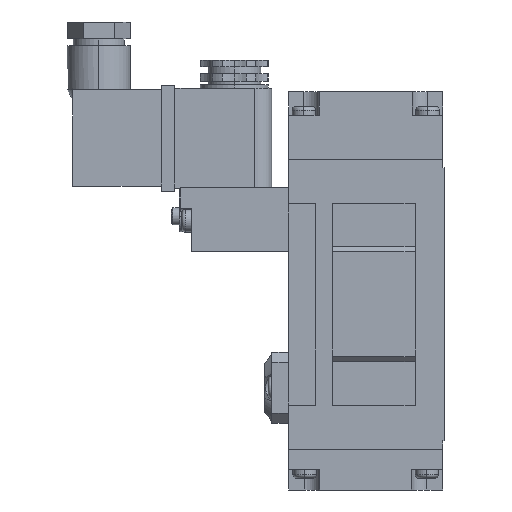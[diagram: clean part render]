
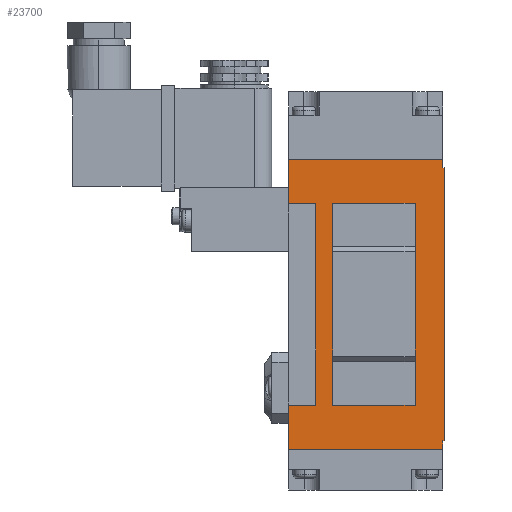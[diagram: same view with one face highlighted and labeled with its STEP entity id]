
A CAD part, left-side view. The second image highlights one B-rep face of the part: STEP entity #23700.
In plain terms, the highlighted planar face has unit normal (-1, 0, 0).
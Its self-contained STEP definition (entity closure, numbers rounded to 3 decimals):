
#1408 = LINE ( 'NONE', #3573, #1409 ) ;
#1409 = VECTOR ( 'NONE', #3574, 1000. ) ;
#1431 = LINE ( 'NONE', #3613, #1433 ) ;
#1433 = VECTOR ( 'NONE', #3614, 1000. ) ;
#1454 = LINE ( 'NONE', #3655, #1455 ) ;
#1455 = VECTOR ( 'NONE', #3656, 1000. ) ;
#1456 = LINE ( 'NONE', #3657, #1457 ) ;
#1457 = VECTOR ( 'NONE', #3658, 1000. ) ;
#1458 = LINE ( 'NONE', #3659, #1459 ) ;
#1459 = VECTOR ( 'NONE', #3660, 1000. ) ;
#1460 = LINE ( 'NONE', #3661, #1461 ) ;
#1461 = VECTOR ( 'NONE', #3662, 1000. ) ;
#1462 = LINE ( 'NONE', #3663, #1463 ) ;
#1463 = VECTOR ( 'NONE', #3664, 1000. ) ;
#1464 = LINE ( 'NONE', #3665, #1465 ) ;
#1465 = VECTOR ( 'NONE', #3666, 1000. ) ;
#1466 = LINE ( 'NONE', #3667, #1467 ) ;
#1467 = VECTOR ( 'NONE', #3668, 1000. ) ;
#1468 = LINE ( 'NONE', #3669, #1469 ) ;
#1469 = VECTOR ( 'NONE', #3670, 1000. ) ;
#1470 = LINE ( 'NONE', #3671, #1471 ) ;
#1471 = VECTOR ( 'NONE', #3672, 1000. ) ;
#1472 = LINE ( 'NONE', #3673, #1473 ) ;
#1473 = VECTOR ( 'NONE', #3674, 1000. ) ;
#1474 = LINE ( 'NONE', #3675, #1475 ) ;
#1475 = VECTOR ( 'NONE', #3676, 1000. ) ;
#1476 = LINE ( 'NONE', #3677, #1477 ) ;
#1477 = VECTOR ( 'NONE', #3678, 1000. ) ;
#1478 = LINE ( 'NONE', #3679, #1479 ) ;
#1479 = VECTOR ( 'NONE', #3680, 1000. ) ;
#1480 = LINE ( 'NONE', #3681, #1481 ) ;
#1481 = VECTOR ( 'NONE', #3682, 1000. ) ;
#3573 = CARTESIAN_POINT ( 'NONE',  ( -25.5, 23., 85.5 ) ) ;
#3574 = DIRECTION ( 'NONE',  ( 0., -1., 0. ) ) ;
#3613 = CARTESIAN_POINT ( 'NONE',  ( -25.5, -23., 85.5 ) ) ;
#3614 = DIRECTION ( 'NONE',  ( 0., 0., -1. ) ) ;
#3655 = CARTESIAN_POINT ( 'NONE',  ( -25.5, -22.5, 0. ) ) ;
#3656 = DIRECTION ( 'NONE',  ( 0., 0., -1. ) ) ;
#3657 = CARTESIAN_POINT ( 'NONE',  ( -25.5, -22.5, 2.5 ) ) ;
#3658 = DIRECTION ( 'NONE',  ( 0., -1., 0. ) ) ;
#3659 = CARTESIAN_POINT ( 'NONE',  ( -25.5, -22.5, 83. ) ) ;
#3660 = DIRECTION ( 'NONE',  ( 0., -1., 0. ) ) ;
#3661 = CARTESIAN_POINT ( 'NONE',  ( -25.5, -22.5, 85.5 ) ) ;
#3662 = DIRECTION ( 'NONE',  ( 0., 0., -1. ) ) ;
#3663 = CARTESIAN_POINT ( 'NONE',  ( -25.5, 23., 85.5 ) ) ;
#3664 = DIRECTION ( 'NONE',  ( 0., 0., -1. ) ) ;
#3665 = CARTESIAN_POINT ( 'NONE',  ( -25.5, 15., 72.5 ) ) ;
#3666 = DIRECTION ( 'NONE',  ( 0., 1., 0. ) ) ;
#3667 = CARTESIAN_POINT ( 'NONE',  ( -25.5, 15., 13. ) ) ;
#3668 = DIRECTION ( 'NONE',  ( 0., 0., 1. ) ) ;
#3669 = CARTESIAN_POINT ( 'NONE',  ( -25.5, 15., 13. ) ) ;
#3670 = DIRECTION ( 'NONE',  ( 0., 1., 0. ) ) ;
#3671 = CARTESIAN_POINT ( 'NONE',  ( -25.5, 23., 85.5 ) ) ;
#3672 = DIRECTION ( 'NONE',  ( 0., 0., -1. ) ) ;
#3673 = CARTESIAN_POINT ( 'NONE',  ( -25.5, 23., 0. ) ) ;
#3674 = DIRECTION ( 'NONE',  ( 0., -1., 0. ) ) ;
#3675 = CARTESIAN_POINT ( 'NONE',  ( -25.5, -14.3, 13. ) ) ;
#3676 = DIRECTION ( 'NONE',  ( 0., 0., 1. ) ) ;
#3677 = CARTESIAN_POINT ( 'NONE',  ( -25.5, -14.3, 13. ) ) ;
#3678 = DIRECTION ( 'NONE',  ( 0., 1., 0. ) ) ;
#3679 = CARTESIAN_POINT ( 'NONE',  ( -25.5, 10., 13. ) ) ;
#3680 = DIRECTION ( 'NONE',  ( 0., 0., 1. ) ) ;
#3681 = CARTESIAN_POINT ( 'NONE',  ( -25.5, -14.3, 72.5 ) ) ;
#3682 = DIRECTION ( 'NONE',  ( 0., 1., 0. ) ) ;
#5684 = EDGE_CURVE ( 'NONE', #22921, #22825, #1408, .T. ) ;
#5700 = EDGE_CURVE ( 'NONE', #22911, #22856, #1431, .T. ) ;
#5716 = EDGE_CURVE ( 'NONE', #22872, #22838, #1454, .T. ) ;
#5717 = EDGE_CURVE ( 'NONE', #22872, #22856, #1456, .T. ) ;
#5718 = EDGE_CURVE ( 'NONE', #22913, #22911, #1458, .T. ) ;
#5719 = EDGE_CURVE ( 'NONE', #22825, #22913, #1460, .T. ) ;
#5720 = EDGE_CURVE ( 'NONE', #22921, #22854, #1462, .T. ) ;
#5721 = EDGE_CURVE ( 'NONE', #22879, #22854, #1464, .T. ) ;
#5722 = EDGE_CURVE ( 'NONE', #22893, #22879, #1466, .T. ) ;
#5723 = EDGE_CURVE ( 'NONE', #22893, #22973, #1468, .T. ) ;
#5724 = EDGE_CURVE ( 'NONE', #22973, #22843, #1470, .T. ) ;
#5725 = EDGE_CURVE ( 'NONE', #22843, #22838, #1472, .T. ) ;
#5726 = EDGE_CURVE ( 'NONE', #22925, #22861, #1474, .T. ) ;
#5727 = EDGE_CURVE ( 'NONE', #22925, #22967, #1476, .T. ) ;
#5728 = EDGE_CURVE ( 'NONE', #22967, #22968, #1478, .T. ) ;
#5729 = EDGE_CURVE ( 'NONE', #22861, #22968, #1480, .T. ) ;
#7226 = AXIS2_PLACEMENT_3D ( 'NONE', #10464, #10465, #10466 ) ;
#10463 = PLANE ( 'NONE',  #7226 ) ;
#10464 = CARTESIAN_POINT ( 'NONE',  ( -25.5, 23., 85.5 ) ) ;
#10465 = DIRECTION ( 'NONE',  ( 1., 0., 0. ) ) ;
#10466 = DIRECTION ( 'NONE',  ( 0., 1., 0. ) ) ;
#12457 = CARTESIAN_POINT ( 'NONE',  ( -25.5, -22.5, 85.5 ) ) ;
#12470 = CARTESIAN_POINT ( 'NONE',  ( -25.5, -22.5, 0. ) ) ;
#12475 = CARTESIAN_POINT ( 'NONE',  ( -25.5, 23., 0. ) ) ;
#12486 = CARTESIAN_POINT ( 'NONE',  ( -25.5, 23., 72.5 ) ) ;
#12488 = CARTESIAN_POINT ( 'NONE',  ( -25.5, -23., 2.5 ) ) ;
#12493 = CARTESIAN_POINT ( 'NONE',  ( -25.5, -14.3, 72.5 ) ) ;
#12504 = CARTESIAN_POINT ( 'NONE',  ( -25.5, -22.5, 2.5 ) ) ;
#12511 = CARTESIAN_POINT ( 'NONE',  ( -25.5, 15., 72.5 ) ) ;
#12525 = CARTESIAN_POINT ( 'NONE',  ( -25.5, 15., 13. ) ) ;
#12543 = CARTESIAN_POINT ( 'NONE',  ( -25.5, -23., 83. ) ) ;
#12545 = CARTESIAN_POINT ( 'NONE',  ( -25.5, -22.5, 83. ) ) ;
#12553 = CARTESIAN_POINT ( 'NONE',  ( -25.5, 23., 85.5 ) ) ;
#12557 = CARTESIAN_POINT ( 'NONE',  ( -25.5, -14.3, 13. ) ) ;
#12599 = CARTESIAN_POINT ( 'NONE',  ( -25.5, 10., 13. ) ) ;
#12600 = CARTESIAN_POINT ( 'NONE',  ( -25.5, 10., 72.5 ) ) ;
#12605 = CARTESIAN_POINT ( 'NONE',  ( -25.5, 23., 13. ) ) ;
#14338 = EDGE_LOOP ( 'NONE', ( #22394, #22395, #22396, #22397 ) ) ;
#14339 = EDGE_LOOP ( 'NONE', ( #22382, #22383, #22384, #22385, #22386, #22387, #22388, #22389, #22390, #22391, #22392, #22393 ) ) ;
#15448 = FACE_OUTER_BOUND ( 'NONE', #14339, .T. ) ;
#15449 = FACE_BOUND ( 'NONE', #14338, .T. ) ;
#22382 = ORIENTED_EDGE ( 'NONE', *, *, #5716, .F. ) ;
#22383 = ORIENTED_EDGE ( 'NONE', *, *, #5717, .T. ) ;
#22384 = ORIENTED_EDGE ( 'NONE', *, *, #5700, .F. ) ;
#22385 = ORIENTED_EDGE ( 'NONE', *, *, #5718, .F. ) ;
#22386 = ORIENTED_EDGE ( 'NONE', *, *, #5719, .F. ) ;
#22387 = ORIENTED_EDGE ( 'NONE', *, *, #5684, .F. ) ;
#22388 = ORIENTED_EDGE ( 'NONE', *, *, #5720, .T. ) ;
#22389 = ORIENTED_EDGE ( 'NONE', *, *, #5721, .F. ) ;
#22390 = ORIENTED_EDGE ( 'NONE', *, *, #5722, .F. ) ;
#22391 = ORIENTED_EDGE ( 'NONE', *, *, #5723, .T. ) ;
#22392 = ORIENTED_EDGE ( 'NONE', *, *, #5724, .T. ) ;
#22393 = ORIENTED_EDGE ( 'NONE', *, *, #5725, .T. ) ;
#22394 = ORIENTED_EDGE ( 'NONE', *, *, #5726, .F. ) ;
#22395 = ORIENTED_EDGE ( 'NONE', *, *, #5727, .T. ) ;
#22396 = ORIENTED_EDGE ( 'NONE', *, *, #5728, .T. ) ;
#22397 = ORIENTED_EDGE ( 'NONE', *, *, #5729, .F. ) ;
#22825 = VERTEX_POINT ( 'NONE', #12457 ) ;
#22838 = VERTEX_POINT ( 'NONE', #12470 ) ;
#22843 = VERTEX_POINT ( 'NONE', #12475 ) ;
#22854 = VERTEX_POINT ( 'NONE', #12486 ) ;
#22856 = VERTEX_POINT ( 'NONE', #12488 ) ;
#22861 = VERTEX_POINT ( 'NONE', #12493 ) ;
#22872 = VERTEX_POINT ( 'NONE', #12504 ) ;
#22879 = VERTEX_POINT ( 'NONE', #12511 ) ;
#22893 = VERTEX_POINT ( 'NONE', #12525 ) ;
#22911 = VERTEX_POINT ( 'NONE', #12543 ) ;
#22913 = VERTEX_POINT ( 'NONE', #12545 ) ;
#22921 = VERTEX_POINT ( 'NONE', #12553 ) ;
#22925 = VERTEX_POINT ( 'NONE', #12557 ) ;
#22967 = VERTEX_POINT ( 'NONE', #12599 ) ;
#22968 = VERTEX_POINT ( 'NONE', #12600 ) ;
#22973 = VERTEX_POINT ( 'NONE', #12605 ) ;
#23700 = ADVANCED_FACE ( 'NONE', ( #15448, #15449 ), #10463, .F. ) ;
